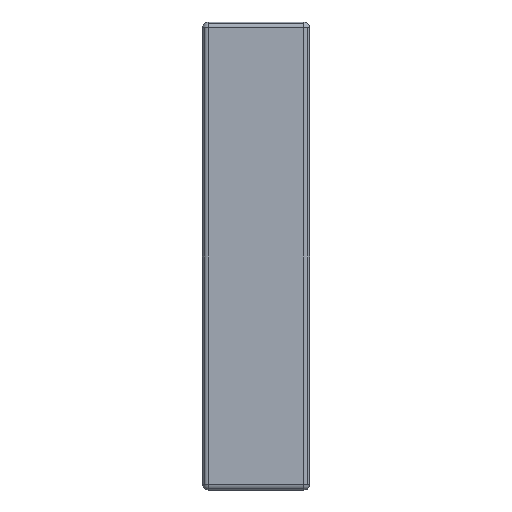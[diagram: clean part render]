
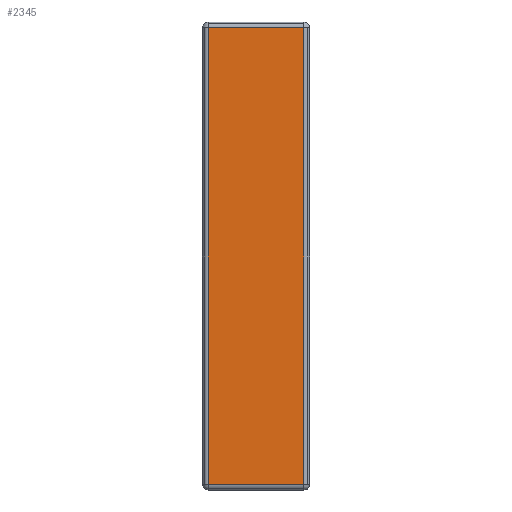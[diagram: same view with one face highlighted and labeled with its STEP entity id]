
A CAD part, left-side view. The second image highlights one B-rep face of the part: STEP entity #2345.
In plain terms, the highlighted planar face has unit normal (-1, 0, 0).
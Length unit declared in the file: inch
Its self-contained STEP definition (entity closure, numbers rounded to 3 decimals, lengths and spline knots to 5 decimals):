
#1422=CARTESIAN_POINT('',(0.0,0.52,0.03));
#1423=VERTEX_POINT('',#1422);
#1431=CARTESIAN_POINT('',(0.0,0.52,2.37));
#1432=VERTEX_POINT('',#1431);
#1433=CARTESIAN_POINT('',(0.0,0.52,0.03));
#1434=DIRECTION('',(0.0,0.0,1.0));
#1435=VECTOR('',#1434,2.34);
#1436=LINE('',#1433,#1435);
#1437=EDGE_CURVE('',#1423,#1432,#1436,.T.);
#1614=CARTESIAN_POINT('',(0.0,0.03,2.37));
#1615=VERTEX_POINT('',#1614);
#1717=CARTESIAN_POINT('',(0.0,0.03,0.03));
#1718=VERTEX_POINT('',#1717);
#1939=CARTESIAN_POINT('',(0.0,0.03,0.03));
#1940=DIRECTION('',(0.0,1.0,0.0));
#1941=VECTOR('',#1940,0.49);
#1942=LINE('',#1939,#1941);
#1943=EDGE_CURVE('',#1718,#1423,#1942,.T.);
#2078=CARTESIAN_POINT('',(0.0,0.03,2.37));
#2079=DIRECTION('',(0.0,0.0,-1.0));
#2080=VECTOR('',#2079,2.34);
#2081=LINE('',#2078,#2080);
#2082=EDGE_CURVE('',#1615,#1718,#2081,.T.);
#2095=CARTESIAN_POINT('',(0.0,0.52,2.37));
#2096=DIRECTION('',(0.0,-1.0,0.0));
#2097=VECTOR('',#2096,0.49);
#2098=LINE('',#2095,#2097);
#2099=EDGE_CURVE('',#1432,#1615,#2098,.T.);
#2334=CARTESIAN_POINT('',(0.0,0.0,0.0));
#2335=DIRECTION('',(-1.0,0.0,0.0));
#2336=DIRECTION('',(0.0,0.0,1.0));
#2337=AXIS2_PLACEMENT_3D('',#2334,#2335,#2336);
#2338=PLANE('',#2337);
#2339=ORIENTED_EDGE('',*,*,#1943,.F.);
#2340=ORIENTED_EDGE('',*,*,#2082,.F.);
#2341=ORIENTED_EDGE('',*,*,#2099,.F.);
#2342=ORIENTED_EDGE('',*,*,#1437,.F.);
#2343=EDGE_LOOP('',(#2339,#2340,#2341,#2342));
#2344=FACE_OUTER_BOUND('',#2343,.T.);
#2345=ADVANCED_FACE('',(#2344),#2338,.T.);
